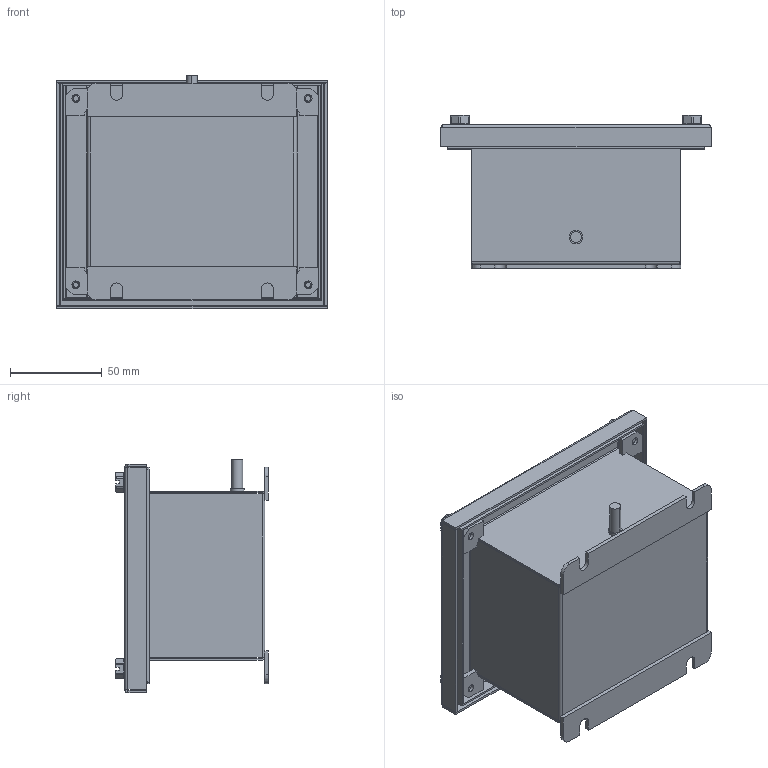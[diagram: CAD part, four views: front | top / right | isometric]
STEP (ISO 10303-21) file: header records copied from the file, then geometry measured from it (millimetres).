
FILE_DESCRIPTION (( 'STEP AP214' ), '1' );
FILE_NAME ('TEF105810XX Junction Box.STEP', '2025-01-20T12:27:20', ( '' ), ( '' ), 'SwSTEP 2.0', 'SolidWorks 2022', '' );
FILE_SCHEMA (( 'AUTOMOTIVE_DESIGN' ));
Length unit declared in the file: millimetre
Products named in the file (1): TEF105810XX Junction Box
Bounding box: 147 x 83.25 x 127.08 mm (x, y, z)
Volume: 135286.9 mm3; surface area: 195127.9 mm2
Topology: 23 solids, 23 shells, 1184 faces, 2982 edges, 1930 vertices
Faces by surface type: plane 772, bspline 182, cylinder 178, cone 52
Entity records: 56674 total; most frequent: CARTESIAN_POINT 15987, ORIENTED_EDGE 5956, DIRECTION 4936, EDGE_CURVE 2978, LINE 2146, VECTOR 2146, VERTEX_POINT 1930, AXIS2_PLACEMENT_3D 1395
